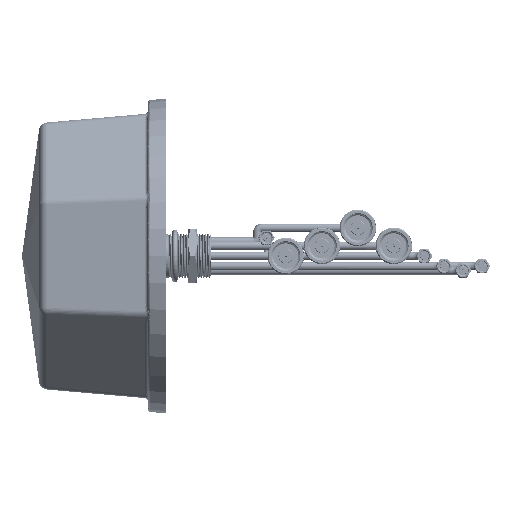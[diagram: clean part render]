
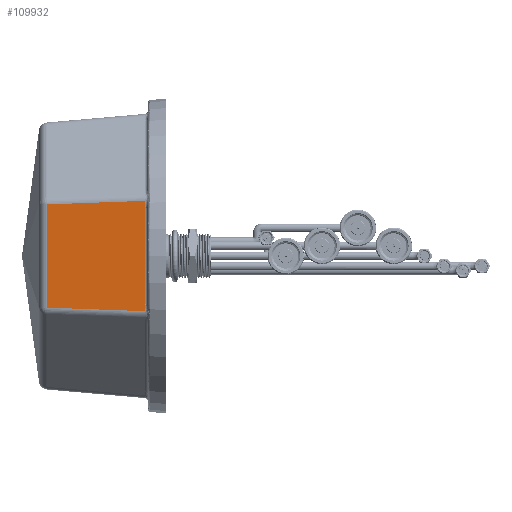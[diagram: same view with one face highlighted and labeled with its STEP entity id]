
A CAD part, left-side view. The second image highlights one B-rep face of the part: STEP entity #109932.
In plain terms, the highlighted planar face has unit normal (-0.996, 0.087, 0).
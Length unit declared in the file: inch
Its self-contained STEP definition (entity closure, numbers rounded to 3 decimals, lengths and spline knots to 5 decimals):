
#1044 = ORIENTED_EDGE ( 'NONE', *, *, #97727, .T. ) ;
#1348 = CARTESIAN_POINT ( 'NONE',  ( -3.10931, 0.46319, 1.1299 ) ) ;
#2028 = CARTESIAN_POINT ( 'NONE',  ( -3.10987, 0.45674, 1.19584 ) ) ;
#2195 = DIRECTION ( 'NONE',  ( 0., 0., -1. ) ) ;
#6464 = VERTEX_POINT ( 'NONE', #129046 ) ;
#8522 = VECTOR ( 'NONE', #47611, 39.37008 ) ;
#18872 = CARTESIAN_POINT ( 'NONE',  ( -3.10948, 0.46127, -1.15942 ) ) ;
#19560 = CARTESIAN_POINT ( 'NONE',  ( -3.10931, 0.46319, -1.12983 ) ) ;
#22782 = PLANE ( 'NONE',  #45762 ) ;
#26926 = ORIENTED_EDGE ( 'NONE', *, *, #124177, .T. ) ;
#28807 = LINE ( 'NONE', #80218, #8522 ) ;
#33310 = CARTESIAN_POINT ( 'NONE',  ( -2.92351, 2.59901, 1.12972 ) ) ;
#35274 = VERTEX_POINT ( 'NONE', #79275 ) ;
#37436 = ORIENTED_EDGE ( 'NONE', *, *, #96176, .F. ) ;
#39713 = CARTESIAN_POINT ( 'NONE',  ( -2.92351, 2.59901, -1.12972 ) ) ;
#40422 = B_SPLINE_CURVE_WITH_KNOTS ( 'NONE', 3,
 ( #118035, #63896, #85369, #33310 ),
 .UNSPECIFIED., .F., .F.,
 ( 4, 4 ),
 ( 0., 1. ),
 .UNSPECIFIED. ) ;
#42024 = VERTEX_POINT ( 'NONE', #50435 ) ;
#42849 = B_SPLINE_CURVE_WITH_KNOTS ( 'NONE', 3,
 ( #97161, #2028, #67319, #129834, #45121, #64600, #97849, #128449, #87439, #129160, #118052, #1348, #65289, #106898, #75692, #120060 ),
 .UNSPECIFIED., .F., .F.,
 ( 4, 2, 2, 1, 1, 1, 1, 2, 2, 4 ),
 ( 0., 0.25, 0.375, 0.4375, 0.46875, 0.48438, 0.49219, 0.49609, 0.5, 1. ),
 .UNSPECIFIED. ) ;
#45121 = CARTESIAN_POINT ( 'NONE',  ( -3.1095, 0.46103, 1.15773 ) ) ;
#45762 = AXIS2_PLACEMENT_3D ( 'NONE', #106071, #119268, #107470 ) ;
#46937 = CARTESIAN_POINT ( 'NONE',  ( -2.92351, 2.59901, 1.12972 ) ) ;
#47611 = DIRECTION ( 'NONE',  ( 0., 0., 1. ) ) ;
#50435 = CARTESIAN_POINT ( 'NONE',  ( -3.11002, 0.45504, -1.20698 ) ) ;
#51880 = CARTESIAN_POINT ( 'NONE',  ( -3.1091, 0.46562, 1.05094 ) ) ;
#52207 = CARTESIAN_POINT ( 'NONE',  ( -3.10931, 0.46317, -1.13019 ) ) ;
#53985 = EDGE_LOOP ( 'NONE', ( #26926, #81382, #1044, #123452, #110883, #37436 ) ) ;
#58950 = B_SPLINE_CURVE_WITH_KNOTS ( 'NONE', 3,
 ( #59212, #79321, #122400, #111254, #121686, #90389, #132822, #80001, #111944, #123081, #19560, #64015, #52207, #18872, #72359, #82076 ),
 .UNSPECIFIED., .F., .F.,
 ( 4, 2, 2, 1, 1, 1, 1, 2, 2, 4 ),
 ( 0., 0.25, 0.375, 0.4375, 0.46875, 0.48438, 0.49219, 0.49609, 0.5, 1. ),
 .UNSPECIFIED. ) ;
#59212 = CARTESIAN_POINT ( 'NONE',  ( -3.1091, 0.46562, -1.05094 ) ) ;
#63896 = CARTESIAN_POINT ( 'NONE',  ( -3.04785, 1.1697, 1.18123 ) ) ;
#64015 = CARTESIAN_POINT ( 'NONE',  ( -3.10931, 0.46317, -1.13013 ) ) ;
#64518 = EDGE_CURVE ( 'NONE', #35274, #42024, #58950, .T. ) ;
#64600 = CARTESIAN_POINT ( 'NONE',  ( -3.10942, 0.46192, 1.14737 ) ) ;
#65289 = CARTESIAN_POINT ( 'NONE',  ( -3.10931, 0.46321, 1.12958 ) ) ;
#67319 = CARTESIAN_POINT ( 'NONE',  ( -3.10974, 0.45831, 1.1838 ) ) ;
#70963 = LINE ( 'NONE', #39713, #91005 ) ;
#72359 = CARTESIAN_POINT ( 'NONE',  ( -3.10973, 0.4584, -1.18496 ) ) ;
#75692 = CARTESIAN_POINT ( 'NONE',  ( -3.1091, 0.46562, 1.08465 ) ) ;
#75863 = CARTESIAN_POINT ( 'NONE',  ( -3.1091, 0.46562, 1.05094 ) ) ;
#76918 = FACE_OUTER_BOUND ( 'NONE', #53985, .T. ) ;
#79275 = CARTESIAN_POINT ( 'NONE',  ( -3.1091, 0.46562, -1.05094 ) ) ;
#79321 = CARTESIAN_POINT ( 'NONE',  ( -3.1091, 0.46562, -1.06804 ) ) ;
#80001 = CARTESIAN_POINT ( 'NONE',  ( -3.10929, 0.46342, -1.12621 ) ) ;
#80218 = CARTESIAN_POINT ( 'NONE',  ( -2.92351, 2.59901, -1.12972 ) ) ;
#80673 = VERTEX_POINT ( 'NONE', #51880 ) ;
#81382 = ORIENTED_EDGE ( 'NONE', *, *, #119201, .F. ) ;
#81676 = VERTEX_POINT ( 'NONE', #46937 ) ;
#82076 = CARTESIAN_POINT ( 'NONE',  ( -3.11002, 0.45504, -1.20698 ) ) ;
#85369 = CARTESIAN_POINT ( 'NONE',  ( -2.98568, 1.88435, 1.15548 ) ) ;
#87439 = CARTESIAN_POINT ( 'NONE',  ( -3.10933, 0.46301, 1.13264 ) ) ;
#87591 = EDGE_CURVE ( 'NONE', #80673, #35274, #130007, .T. ) ;
#90389 = CARTESIAN_POINT ( 'NONE',  ( -3.10925, 0.46391, -1.11773 ) ) ;
#91005 = VECTOR ( 'NONE', #102163, 39.37008 ) ;
#95482 = VECTOR ( 'NONE', #2195, 39.37008 ) ;
#96176 = EDGE_CURVE ( 'NONE', #118798, #80673, #42849, .T. ) ;
#97161 = CARTESIAN_POINT ( 'NONE',  ( -3.11002, 0.45504, 1.20698 ) ) ;
#97727 = EDGE_CURVE ( 'NONE', #6464, #42024, #70963, .T. ) ;
#97849 = CARTESIAN_POINT ( 'NONE',  ( -3.10939, 0.46234, 1.1421 ) ) ;
#102163 = DIRECTION ( 'NONE',  ( -0.087, -0.996, -0.036 ) ) ;
#106071 = CARTESIAN_POINT ( 'NONE',  ( -3.14961, 0., 1.5748 ) ) ;
#106898 = CARTESIAN_POINT ( 'NONE',  ( -3.1092, 0.46441, 1.11084 ) ) ;
#107033 = CARTESIAN_POINT ( 'NONE',  ( -3.11002, 0.45504, 1.20698 ) ) ;
#107470 = DIRECTION ( 'NONE',  ( 0., 0., -1. ) ) ;
#109932 = ADVANCED_FACE ( 'NONE', ( #76918 ), #22782, .F. ) ;
#110883 = ORIENTED_EDGE ( 'NONE', *, *, #87591, .F. ) ;
#111254 = CARTESIAN_POINT ( 'NONE',  ( -3.10919, 0.46461, -1.10311 ) ) ;
#111944 = CARTESIAN_POINT ( 'NONE',  ( -3.1093, 0.46329, -1.12834 ) ) ;
#118035 = CARTESIAN_POINT ( 'NONE',  ( -3.11002, 0.45504, 1.20698 ) ) ;
#118052 = CARTESIAN_POINT ( 'NONE',  ( -3.10931, 0.46316, 1.13036 ) ) ;
#118798 = VERTEX_POINT ( 'NONE', #107033 ) ;
#119201 = EDGE_CURVE ( 'NONE', #6464, #81676, #28807, .T. ) ;
#119268 = DIRECTION ( 'NONE',  ( 0.996, -0.087, 0. ) ) ;
#120060 = CARTESIAN_POINT ( 'NONE',  ( -3.1091, 0.46562, 1.05094 ) ) ;
#121686 = CARTESIAN_POINT ( 'NONE',  ( -3.10921, 0.46434, -1.10925 ) ) ;
#122400 = CARTESIAN_POINT ( 'NONE',  ( -3.10913, 0.4653, -1.08323 ) ) ;
#123081 = CARTESIAN_POINT ( 'NONE',  ( -3.10931, 0.46322, -1.12939 ) ) ;
#123452 = ORIENTED_EDGE ( 'NONE', *, *, #64518, .F. ) ;
#124177 = EDGE_CURVE ( 'NONE', #118798, #81676, #40422, .T. ) ;
#128449 = CARTESIAN_POINT ( 'NONE',  ( -3.10935, 0.46279, 1.13582 ) ) ;
#129046 = CARTESIAN_POINT ( 'NONE',  ( -2.92351, 2.59901, -1.12972 ) ) ;
#129160 = CARTESIAN_POINT ( 'NONE',  ( -3.10932, 0.46311, 1.13104 ) ) ;
#129834 = CARTESIAN_POINT ( 'NONE',  ( -3.10955, 0.46039, 1.16441 ) ) ;
#130007 = LINE ( 'NONE', #75863, #95482 ) ;
#132822 = CARTESIAN_POINT ( 'NONE',  ( -3.10927, 0.46369, -1.12179 ) ) ;
